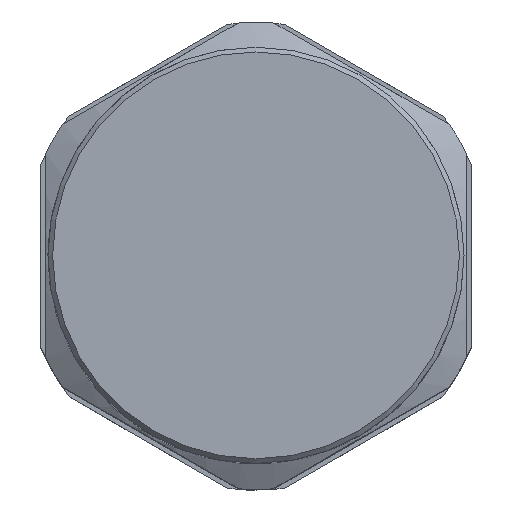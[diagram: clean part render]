
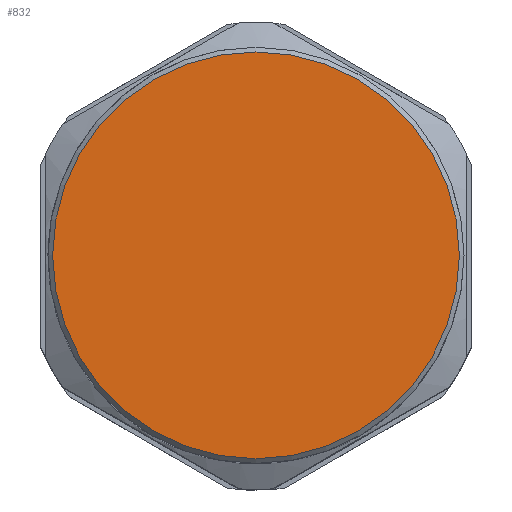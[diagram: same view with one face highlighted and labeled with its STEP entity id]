
A CAD part, top view. The second image highlights one B-rep face of the part: STEP entity #832.
In plain terms, the highlighted planar face has unit normal (0, 0, 1).
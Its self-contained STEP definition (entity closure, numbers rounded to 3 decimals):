
#801=CARTESIAN_POINT('',(21.75,0.,57.983));
#802=VERTEX_POINT('',#801);
#803=CARTESIAN_POINT('',(0.,0.,57.983));
#804=DIRECTION('',(0.0,0.0,-1.0));
#805=DIRECTION('',(-1.0,0.0,0.0));
#806=AXIS2_PLACEMENT_3D('',#803,#804,#805);
#807=CIRCLE('',#806,21.75);
#808=EDGE_CURVE('',#802,#802,#807,.T.);
#824=CARTESIAN_POINT('',(0.,0.,57.983));
#825=DIRECTION('',(0.0,0.0,-1.0));
#826=DIRECTION('',(-1.0,0.0,0.0));
#827=AXIS2_PLACEMENT_3D('',#824,#825,#826);
#828=PLANE('',#827);
#829=ORIENTED_EDGE('',*,*,#808,.F.);
#830=EDGE_LOOP('',(#829));
#831=FACE_OUTER_BOUND('',#830,.T.);
#832=ADVANCED_FACE('',(#831),#828,.F.);
